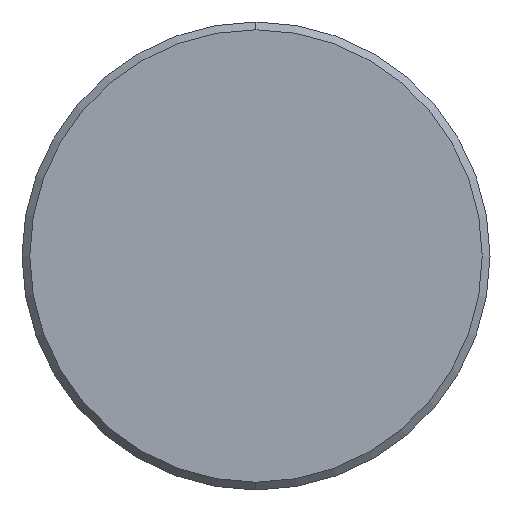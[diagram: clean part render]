
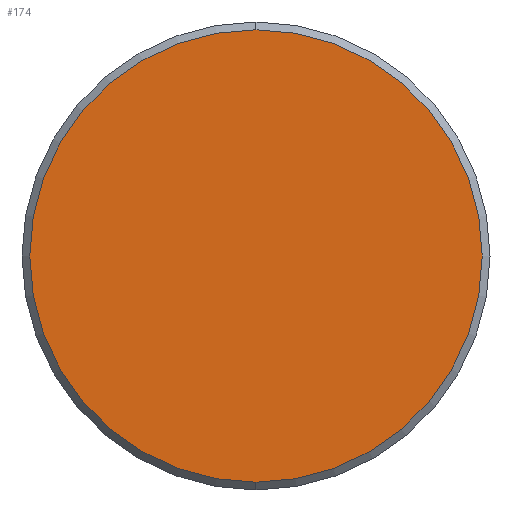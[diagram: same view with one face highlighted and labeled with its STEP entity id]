
A CAD part, left-side view. The second image highlights one B-rep face of the part: STEP entity #174.
In plain terms, the highlighted planar face has unit normal (-1, 0, 0).
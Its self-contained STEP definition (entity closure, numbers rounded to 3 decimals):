
#3 = CARTESIAN_POINT ( 'NONE',  ( -3000., 0., 0. ) ) ;
#7 = DIRECTION ( 'NONE',  ( 1., 0., 0. ) ) ;
#9 = DIRECTION ( 'NONE',  ( -1., 0., 0. ) ) ;
#10 = DIRECTION ( 'NONE',  ( 0., 0., -1. ) ) ;
#11 = CARTESIAN_POINT ( 'NONE',  ( -3000., 0., 0. ) ) ;
#12 = PLANE ( 'NONE',  #206 ) ;
#22 = DIRECTION ( 'NONE',  ( 0., 0., -1. ) ) ;
#28 = VERTEX_POINT ( 'NONE', #51 ) ;
#37 = CARTESIAN_POINT ( 'NONE',  ( -3000., 0., 14.5 ) ) ;
#45 = VERTEX_POINT ( 'NONE', #37 ) ;
#51 = CARTESIAN_POINT ( 'NONE',  ( -3000., 0., -14.5 ) ) ;
#88 = CIRCLE ( 'NONE', #232, 14.5 ) ;
#103 = CIRCLE ( 'NONE', #223, 14.5 ) ;
#112 = FACE_OUTER_BOUND ( 'NONE', #154, .T. ) ;
#129 = ORIENTED_EDGE ( 'NONE', *, *, #205, .T. ) ;
#139 = ORIENTED_EDGE ( 'NONE', *, *, #218, .T. ) ;
#154 = EDGE_LOOP ( 'NONE', ( #129, #139 ) ) ;
#174 = ADVANCED_FACE ( 'NONE', ( #112 ), #12, .F. ) ;
#183 = CARTESIAN_POINT ( 'NONE',  ( -3000., 0., 0. ) ) ;
#205 = EDGE_CURVE ( 'NONE', #28, #45, #103, .T. ) ;
#206 = AXIS2_PLACEMENT_3D ( 'NONE', #3, #7, #22 ) ;
#218 = EDGE_CURVE ( 'NONE', #45, #28, #88, .T. ) ;
#223 = AXIS2_PLACEMENT_3D ( 'NONE', #11, #9, #10 ) ;
#232 = AXIS2_PLACEMENT_3D ( 'NONE', #183, #270, #274 ) ;
#270 = DIRECTION ( 'NONE',  ( -1., 0., 0. ) ) ;
#274 = DIRECTION ( 'NONE',  ( 0., 0., -1. ) ) ;
